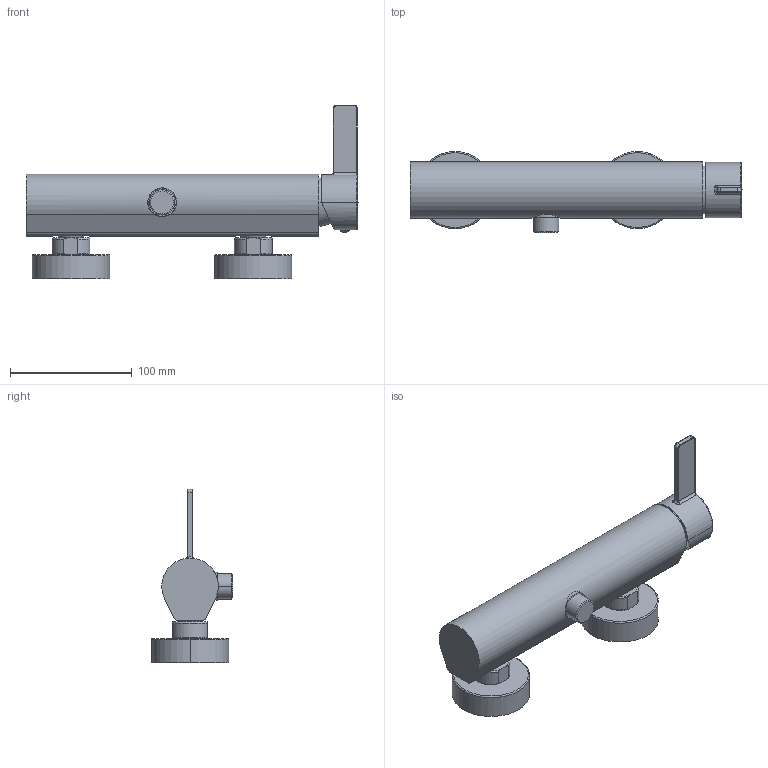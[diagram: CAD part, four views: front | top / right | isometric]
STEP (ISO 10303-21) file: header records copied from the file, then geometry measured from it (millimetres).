
FILE_DESCRIPTION((''),'2;1');
FILE_NAME('RO168CR','2021-01-15T15:24:02',('ut3'),('PAFFONI SpA'),'CREO PARAMETRIC BY PTC INC, 2020044','CREO PARAMETRIC BY PTC INC, 2020044','');
FILE_SCHEMA(('CONFIG_CONTROL_DESIGN','SHAPE_APPEARANCE_LAYERS_GROUPS'));
Length unit declared in the file: millimetre
Products named in the file (1): RO168CR
Bounding box: 273.1 x 66.7 x 143 mm (x, y, z)
Surface area: 79875.2 mm2 (no closed solid volume)
Topology: 0 solids, 12 shells, 101 faces, 252 edges, 158 vertices
Faces by surface type: cylinder 35, plane 28, torus 20, cone 10, bspline 6, sphere 2
Entity records: 4348 total; most frequent: CARTESIAN_POINT 1234, DIRECTION 513, ORIENTED_EDGE 464, EDGE_CURVE 248, AXIS2_PLACEMENT_3D 215, VERTEX_POINT 158, CIRCLE 120, EDGE_LOOP 101
